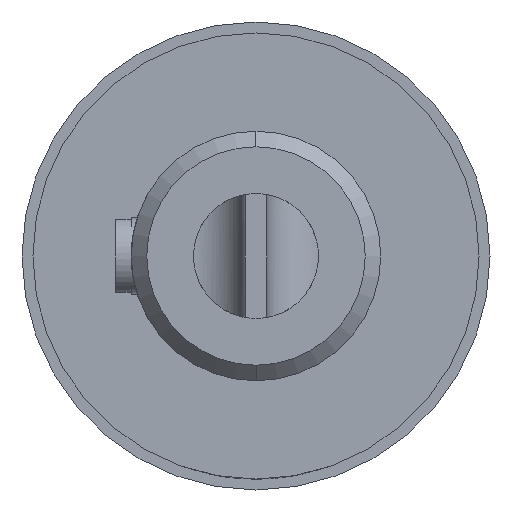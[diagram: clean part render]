
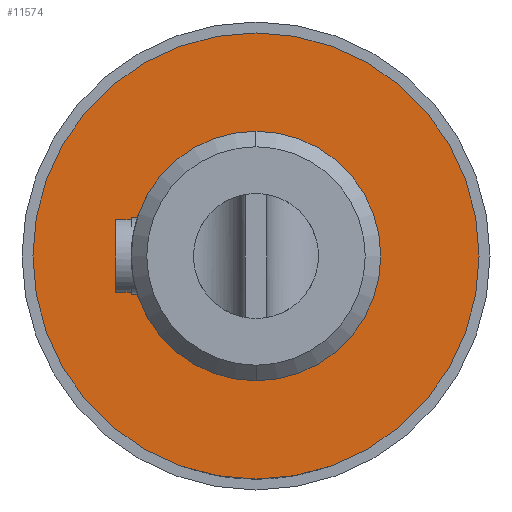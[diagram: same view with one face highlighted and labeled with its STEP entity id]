
A CAD part, front view. The second image highlights one B-rep face of the part: STEP entity #11574.
In plain terms, the highlighted planar face has unit normal (0, -1, 0).
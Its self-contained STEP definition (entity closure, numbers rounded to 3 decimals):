
#135 = ORIENTED_EDGE ( 'NONE', *, *, #9334, .F. ) ;
#823 = EDGE_LOOP ( 'NONE', ( #135, #12662 ) ) ;
#1006 = VERTEX_POINT ( 'NONE', #6676 ) ;
#1185 = CARTESIAN_POINT ( 'NONE',  ( 0., 0., 2. ) ) ;
#1552 = AXIS2_PLACEMENT_3D ( 'NONE', #10510, #4887, #8139 ) ;
#1651 = DIRECTION ( 'NONE',  ( 0., 0., -1. ) ) ;
#1928 = DIRECTION ( 'NONE',  ( 0., 0., -1. ) ) ;
#2358 = ORIENTED_EDGE ( 'NONE', *, *, #8852, .T. ) ;
#2710 = VERTEX_POINT ( 'NONE', #4701 ) ;
#3682 = CIRCLE ( 'NONE', #13540, 2. ) ;
#4121 = DIRECTION ( 'NONE',  ( 0., -1., 0. ) ) ;
#4194 = EDGE_CURVE ( 'NONE', #2710, #1006, #5967, .T. ) ;
#4701 = CARTESIAN_POINT ( 'NONE',  ( -7.15, 0., 0. ) ) ;
#4714 = CIRCLE ( 'NONE', #12069, 7.15 ) ;
#4863 = DIRECTION ( 'NONE',  ( 0., -1., 0. ) ) ;
#4887 = DIRECTION ( 'NONE',  ( 0., -1., 0. ) ) ;
#4907 = VERTEX_POINT ( 'NONE', #6138 ) ;
#5940 = EDGE_LOOP ( 'NONE', ( #2358, #8146 ) ) ;
#5967 = CIRCLE ( 'NONE', #1552, 7.15 ) ;
#5975 = CARTESIAN_POINT ( 'NONE',  ( 0., 0., 0. ) ) ;
#6138 = CARTESIAN_POINT ( 'NONE',  ( 0., 0., -2. ) ) ;
#6425 = PLANE ( 'NONE',  #7090 ) ;
#6676 = CARTESIAN_POINT ( 'NONE',  ( 7.15, 0., 0. ) ) ;
#7035 = DIRECTION ( 'NONE',  ( 1., 0., 0. ) ) ;
#7090 = AXIS2_PLACEMENT_3D ( 'NONE', #7386, #4121, #11819 ) ;
#7126 = CIRCLE ( 'NONE', #10313, 2. ) ;
#7386 = CARTESIAN_POINT ( 'NONE',  ( 7.15, 0., 0. ) ) ;
#7875 = VERTEX_POINT ( 'NONE', #1185 ) ;
#7949 = FACE_OUTER_BOUND ( 'NONE', #5940, .T. ) ;
#8110 = FACE_BOUND ( 'NONE', #823, .T. ) ;
#8139 = DIRECTION ( 'NONE',  ( 1., 0., 0. ) ) ;
#8146 = ORIENTED_EDGE ( 'NONE', *, *, #4194, .T. ) ;
#8496 = CARTESIAN_POINT ( 'NONE',  ( 0., 0., 0. ) ) ;
#8852 = EDGE_CURVE ( 'NONE', #1006, #2710, #4714, .T. ) ;
#8872 = EDGE_CURVE ( 'NONE', #7875, #4907, #3682, .T. ) ;
#9302 = CARTESIAN_POINT ( 'NONE',  ( 0., 0., 0. ) ) ;
#9334 = EDGE_CURVE ( 'NONE', #4907, #7875, #7126, .T. ) ;
#10313 = AXIS2_PLACEMENT_3D ( 'NONE', #8496, #10726, #1928 ) ;
#10350 = DIRECTION ( 'NONE',  ( 0., -1., 0. ) ) ;
#10510 = CARTESIAN_POINT ( 'NONE',  ( 0., 0., 0. ) ) ;
#10726 = DIRECTION ( 'NONE',  ( 0., -1., 0. ) ) ;
#11574 = ADVANCED_FACE ( 'NONE', ( #8110, #7949 ), #6425, .T. ) ;
#11819 = DIRECTION ( 'NONE',  ( 1., 0., 0. ) ) ;
#12069 = AXIS2_PLACEMENT_3D ( 'NONE', #9302, #10350, #7035 ) ;
#12662 = ORIENTED_EDGE ( 'NONE', *, *, #8872, .F. ) ;
#13540 = AXIS2_PLACEMENT_3D ( 'NONE', #5975, #4863, #1651 ) ;
